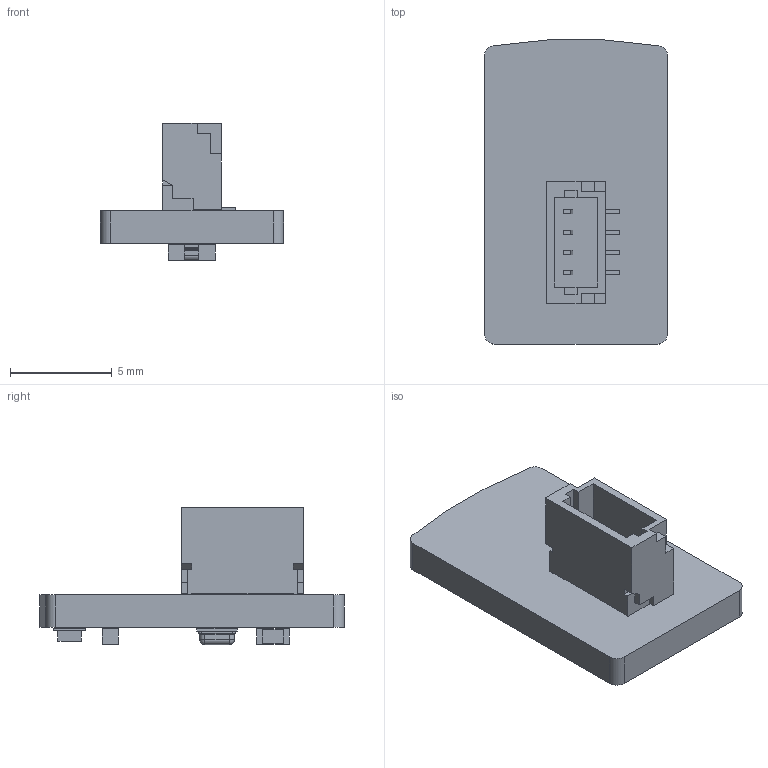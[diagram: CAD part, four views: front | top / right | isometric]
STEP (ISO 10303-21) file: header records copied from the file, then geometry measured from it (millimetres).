
FILE_DESCRIPTION(('KiCad electronic assembly'),'2;1');
FILE_NAME('baro-temp-qwiic.step','2023-03-05T13:40:58',('Pcbnew'),( 'Kicad'),'Open CASCADE STEP processor 7.5','KiCad to STEP converter' ,'Unknown');
FILE_SCHEMA(('AUTOMOTIVE_DESIGN { 1 0 10303 214 1 1 1 1 }'));
Length unit declared in the file: millimetre
Products named in the file (10): baro-temp-qwiic 1; BM04B-SRSS; SOLID; SOT-563; C_0603_1608Metric; BMP388; COMPOUND; _autosave-baro-temp-qwiic PCB
Assembly tree (11 placements, depth 3):
  baro-temp-qwiic 1
    BM04B-SRSS
      SOLID
    SOT-563
      SOLID
    C_0603_1608Metric  x3
      SOLID
    BMP388
      COMPOUND
    _autosave-baro-temp-qwiic PCB
Bounding box: 9 x 14.96 x 6.75 mm (x, y, z)
Volume: 262.6 mm3; surface area: 558.2 mm2
Topology: 19 solids, 19 shells, 443 faces, 1071 edges, 682 vertices
Faces by surface type: plane 337, cylinder 76, bspline 14, sphere 8, torus 8
Full cylindrical faces by diameter (mm): 0.25 x1
Entity records: 28124 total; most frequent: CARTESIAN_POINT 8156, DIRECTION 3520, LINE 2483, VECTOR 2483, ORIENTED_EDGE 1838, PCURVE 1838, DEFINITIONAL_REPRESENTATION 1838, EDGE_CURVE 919
